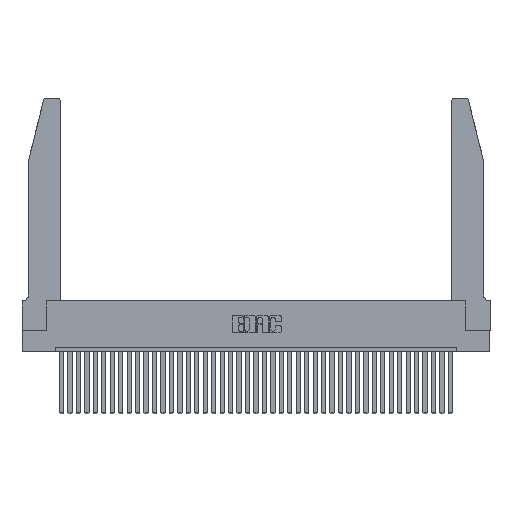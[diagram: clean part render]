
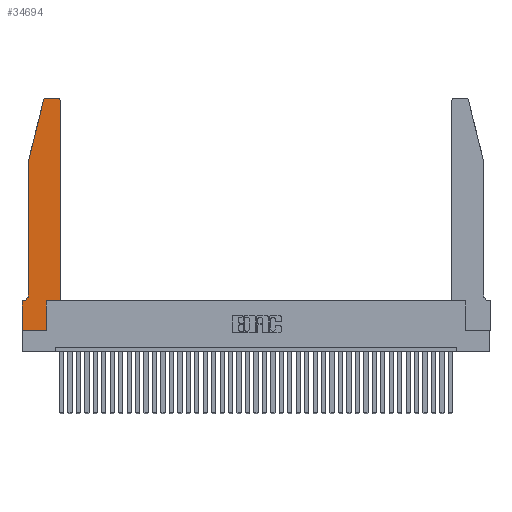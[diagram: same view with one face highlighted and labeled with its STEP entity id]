
A CAD part, top view. The second image highlights one B-rep face of the part: STEP entity #34694.
In plain terms, the highlighted planar face has unit normal (0, 0, 1).
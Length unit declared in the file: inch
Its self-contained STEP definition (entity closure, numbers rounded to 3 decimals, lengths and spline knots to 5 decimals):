
#360 = VECTOR ( 'NONE', #23721, 39.37008 ) ;
#1764 = DIRECTION ( 'NONE',  ( 0., 0., -1. ) ) ;
#1958 = DIRECTION ( 'NONE',  ( -1., 0., 0. ) ) ;
#1996 = VERTEX_POINT ( 'NONE', #26868 ) ;
#2376 = EDGE_CURVE ( 'NONE', #24358, #29800, #30169, .T. ) ;
#2393 = AXIS2_PLACEMENT_3D ( 'NONE', #30435, #21062, #33761 ) ;
#2601 = CARTESIAN_POINT ( 'NONE',  ( 0.0755, 0.42, 0.37 ) ) ;
#3029 = CIRCLE ( 'NONE', #2393, 0.03 ) ;
#3533 = LINE ( 'NONE', #32106, #26809 ) ;
#4287 = DIRECTION ( 'NONE',  ( 0., 0., 1. ) ) ;
#4419 = DIRECTION ( 'NONE',  ( 1., 0., 0. ) ) ;
#4716 = DIRECTION ( 'NONE',  ( -1., 0., 0. ) ) ;
#5166 = CARTESIAN_POINT ( 'NONE',  ( 0.4205, 2.75, 0.37 ) ) ;
#5318 = VECTOR ( 'NONE', #34864, 39.37008 ) ;
#5941 = CARTESIAN_POINT ( 'NONE',  ( 0.25487, 2.72718, 0.37 ) ) ;
#6594 = AXIS2_PLACEMENT_3D ( 'NONE', #10625, #4287, #4419 ) ;
#6602 = CARTESIAN_POINT ( 'NONE',  ( 0.4505, 0.35, 0.37 ) ) ;
#8134 = CARTESIAN_POINT ( 'NONE',  ( 0.2605, 2.75, 0.37 ) ) ;
#8356 = VECTOR ( 'NONE', #33670, 39.37008 ) ;
#8792 = VECTOR ( 'NONE', #28096, 39.37008 ) ;
#10102 = EDGE_CURVE ( 'NONE', #31429, #1996, #29525, .T. ) ;
#10625 = CARTESIAN_POINT ( 'NONE',  ( 0., 0.35, 0.37 ) ) ;
#10756 = EDGE_LOOP ( 'NONE', ( #21479, #28896, #14657, #22623, #18113, #38103, #12277, #36666, #19131, #29533, #27650, #32656 ) ) ;
#12253 = EDGE_CURVE ( 'NONE', #33814, #24319, #24853, .T. ) ;
#12277 = ORIENTED_EDGE ( 'NONE', *, *, #12253, .T. ) ;
#12336 = EDGE_CURVE ( 'NONE', #20966, #33814, #28616, .T. ) ;
#12833 = AXIS2_PLACEMENT_3D ( 'NONE', #29564, #20823, #32743 ) ;
#13444 = PLANE ( 'NONE',  #6594 ) ;
#13556 = LINE ( 'NONE', #33366, #8792 ) ;
#13582 = CARTESIAN_POINT ( 'NONE',  ( 0.2865, 0., 0.37 ) ) ;
#14657 = ORIENTED_EDGE ( 'NONE', *, *, #16328, .T. ) ;
#15656 = VECTOR ( 'NONE', #4716, 39.37008 ) ;
#15972 = LINE ( 'NONE', #26267, #39279 ) ;
#16328 = EDGE_CURVE ( 'NONE', #19161, #37116, #16407, .T. ) ;
#16407 = LINE ( 'NONE', #24822, #8356 ) ;
#16797 = DIRECTION ( 'NONE',  ( -1., 0., 0. ) ) ;
#17111 = DIRECTION ( 'NONE',  ( 1., 0., 0. ) ) ;
#17310 = DIRECTION ( 'NONE',  ( 0., -1., 0. ) ) ;
#18113 = ORIENTED_EDGE ( 'NONE', *, *, #27922, .T. ) ;
#18156 = VERTEX_POINT ( 'NONE', #2601 ) ;
#19131 = ORIENTED_EDGE ( 'NONE', *, *, #2376, .T. ) ;
#19161 = VERTEX_POINT ( 'NONE', #5941 ) ;
#19658 = CARTESIAN_POINT ( 'NONE',  ( 0., 0., 0.37 ) ) ;
#20823 = DIRECTION ( 'NONE',  ( 0., 0., 1. ) ) ;
#20966 = VERTEX_POINT ( 'NONE', #32705 ) ;
#21062 = DIRECTION ( 'NONE',  ( 0., 0., 1. ) ) ;
#21479 = ORIENTED_EDGE ( 'NONE', *, *, #32442, .T. ) ;
#21844 = CARTESIAN_POINT ( 'NONE',  ( 0.0755, 2., 0.37 ) ) ;
#21934 = VECTOR ( 'NONE', #1958, 39.37008 ) ;
#22540 = CARTESIAN_POINT ( 'NONE',  ( 0.4505, 0.35, 0.37 ) ) ;
#22623 = ORIENTED_EDGE ( 'NONE', *, *, #33631, .T. ) ;
#23721 = DIRECTION ( 'NONE',  ( 0., 1., 0. ) ) ;
#23731 = EDGE_CURVE ( 'NONE', #1996, #39047, #32169, .T. ) ;
#23777 = LINE ( 'NONE', #8134, #15656 ) ;
#24044 = CIRCLE ( 'NONE', #30713, 0.07 ) ;
#24224 = CARTESIAN_POINT ( 'NONE',  ( 0.284, 2.75, 0.37 ) ) ;
#24319 = VERTEX_POINT ( 'NONE', #37074 ) ;
#24358 = VERTEX_POINT ( 'NONE', #13582 ) ;
#24418 = CARTESIAN_POINT ( 'NONE',  ( 0.2865, 0.35, 0.37 ) ) ;
#24822 = CARTESIAN_POINT ( 'NONE',  ( 0.0755, 2., 0.37 ) ) ;
#24853 = LINE ( 'NONE', #19658, #33336 ) ;
#26267 = CARTESIAN_POINT ( 'NONE',  ( 0.0755, 2., 0.37 ) ) ;
#26269 = EDGE_CURVE ( 'NONE', #24319, #24358, #13556, .T. ) ;
#26809 = VECTOR ( 'NONE', #17111, 39.37008 ) ;
#26868 = CARTESIAN_POINT ( 'NONE',  ( 0.4505, 2.72, 0.37 ) ) ;
#27650 = ORIENTED_EDGE ( 'NONE', *, *, #10102, .T. ) ;
#27922 = EDGE_CURVE ( 'NONE', #18156, #20966, #24044, .T. ) ;
#28096 = DIRECTION ( 'NONE',  ( 1., 0., 0. ) ) ;
#28616 = LINE ( 'NONE', #38262, #21934 ) ;
#28896 = ORIENTED_EDGE ( 'NONE', *, *, #30074, .T. ) ;
#29525 = LINE ( 'NONE', #22540, #5318 ) ;
#29533 = ORIENTED_EDGE ( 'NONE', *, *, #34809, .T. ) ;
#29564 = CARTESIAN_POINT ( 'NONE',  ( 0.4205, 2.72, 0.37 ) ) ;
#29800 = VERTEX_POINT ( 'NONE', #24418 ) ;
#30074 = EDGE_CURVE ( 'NONE', #32541, #19161, #3029, .T. ) ;
#30169 = LINE ( 'NONE', #33334, #360 ) ;
#30435 = CARTESIAN_POINT ( 'NONE',  ( 0.284, 2.72, 0.37 ) ) ;
#30713 = AXIS2_PLACEMENT_3D ( 'NONE', #37946, #1764, #16797 ) ;
#31429 = VERTEX_POINT ( 'NONE', #6602 ) ;
#32106 = CARTESIAN_POINT ( 'NONE',  ( 0.4505, 0.35, 0.37 ) ) ;
#32109 = DIRECTION ( 'NONE',  ( 0., -1., 0. ) ) ;
#32169 = CIRCLE ( 'NONE', #12833, 0.03 ) ;
#32442 = EDGE_CURVE ( 'NONE', #39047, #32541, #23777, .T. ) ;
#32541 = VERTEX_POINT ( 'NONE', #24224 ) ;
#32656 = ORIENTED_EDGE ( 'NONE', *, *, #23731, .T. ) ;
#32705 = CARTESIAN_POINT ( 'NONE',  ( 0.0055, 0.35, 0.37 ) ) ;
#32743 = DIRECTION ( 'NONE',  ( 1., 0., 0. ) ) ;
#32965 = FACE_OUTER_BOUND ( 'NONE', #10756, .T. ) ;
#32982 = CARTESIAN_POINT ( 'NONE',  ( 0., 0.35, 0.37 ) ) ;
#33334 = CARTESIAN_POINT ( 'NONE',  ( 0.2865, 0.35, 0.37 ) ) ;
#33336 = VECTOR ( 'NONE', #32109, 39.37008 ) ;
#33366 = CARTESIAN_POINT ( 'NONE',  ( 0., 0., 0.37 ) ) ;
#33631 = EDGE_CURVE ( 'NONE', #37116, #18156, #15972, .T. ) ;
#33670 = DIRECTION ( 'NONE',  ( -0.239, -0.971, 0. ) ) ;
#33761 = DIRECTION ( 'NONE',  ( 1., 0., 0. ) ) ;
#33814 = VERTEX_POINT ( 'NONE', #32982 ) ;
#34694 = ADVANCED_FACE ( 'NONE', ( #32965 ), #13444, .T. ) ;
#34809 = EDGE_CURVE ( 'NONE', #29800, #31429, #3533, .T. ) ;
#34864 = DIRECTION ( 'NONE',  ( 0., 1., 0. ) ) ;
#36666 = ORIENTED_EDGE ( 'NONE', *, *, #26269, .T. ) ;
#37074 = CARTESIAN_POINT ( 'NONE',  ( 0., 0., 0.37 ) ) ;
#37116 = VERTEX_POINT ( 'NONE', #21844 ) ;
#37946 = CARTESIAN_POINT ( 'NONE',  ( 0.0055, 0.42, 0.37 ) ) ;
#38103 = ORIENTED_EDGE ( 'NONE', *, *, #12336, .T. ) ;
#38262 = CARTESIAN_POINT ( 'NONE',  ( 0.0755, 0.35, 0.37 ) ) ;
#39047 = VERTEX_POINT ( 'NONE', #5166 ) ;
#39279 = VECTOR ( 'NONE', #17310, 39.37008 ) ;
